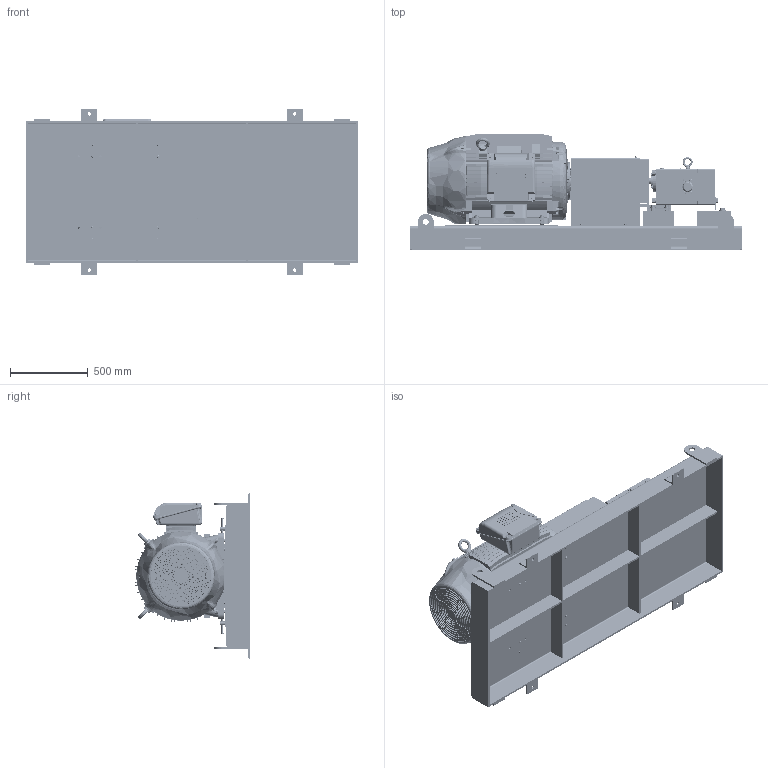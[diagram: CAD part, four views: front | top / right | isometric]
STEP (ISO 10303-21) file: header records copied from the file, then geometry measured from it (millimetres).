
FILE_DESCRIPTION (( 'STEP AP214' ), '1' );
FILE_NAME ('GPV-1430-039-U.STEP', '2019-10-08T20:36:48', ( '' ), ( '' ), 'SwSTEP 2.0', 'SolidWorks 2018', '' );
FILE_SCHEMA (( 'AUTOMOTIVE_DESIGN' ));
Length unit declared in the file: inch
Products named in the file (1): GPV-1430-039-U
Bounding box: 2133.6 x 740.7 x 1066.8 mm (x, y, z)
Volume: 307572011.2 mm3; surface area: 18100285.4 mm2
Topology: 121 solids, 140 shells, 8914 faces, 22847 edges, 14598 vertices
Faces by surface type: plane 3871, cylinder 2023, cone 1795, bspline 1179, torus 36, sphere 10
Entity records: 417161 total; most frequent: CARTESIAN_POINT 184532, ORIENTED_EDGE 45566, DIRECTION 39926, EDGE_CURVE 22783, VERTEX_POINT 14598, AXIS2_PLACEMENT_3D 14229, LINE 11468, VECTOR 11468
